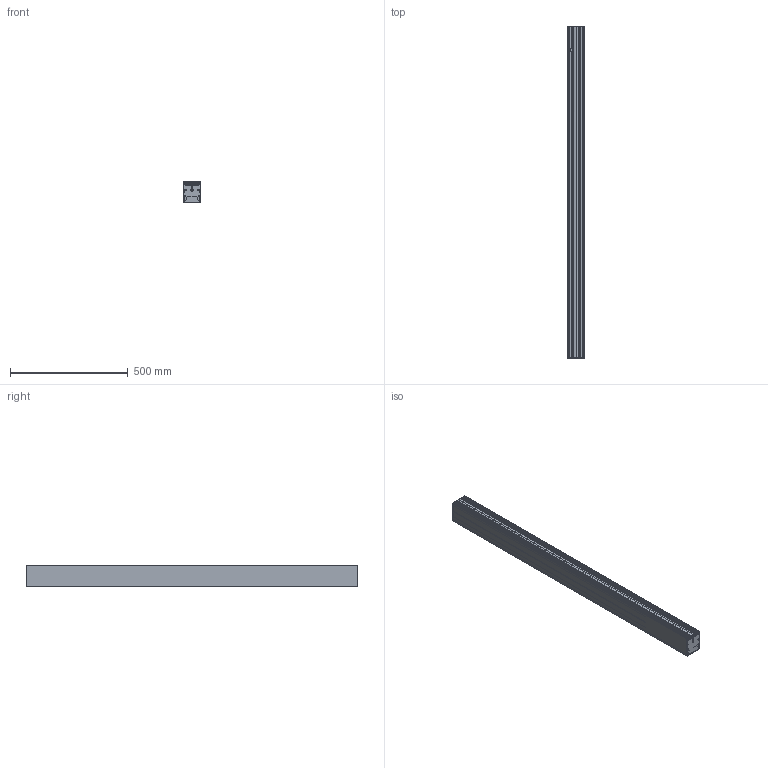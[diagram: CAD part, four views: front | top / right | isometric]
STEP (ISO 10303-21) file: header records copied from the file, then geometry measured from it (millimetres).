
FILE_DESCRIPTION(/* description */ ('This is a sample STEP configuration'),/* implementation_level */ '2;1');
FILE_NAME(/* name */ '728-201052xxxxxx SIMPLE.ipt_Rev_00.1.stp',/* time_stamp */ '2023-03-31T10:15:39+02:00',/* author */ ('powerJobs'),/* organization */ ('coolOrange'),/* preprocessor_version */ 'ST-DEVELOPER v19.2',/* originating_system */ 'Autodesk Inventor 2023',/* authorisation */ '');
FILE_SCHEMA (('AUTOMOTIVE_DESIGN { 1 0 10303 214 3 1 1 }'));
Products named in the file (1): ENG000025640
Bounding box: 76.2 x 1411 x 91.92 mm (x, y, z)
Volume: 1428557.4 mm3; surface area: 1444740 mm2
Topology: 1 solids, 1 shells, 1830 faces, 4671 edges, 2842 vertices
Faces by surface type: cylinder 803, plane 589, bspline 254, torus 88, sphere 72, cone 24
Full cylindrical faces by diameter (mm): 5.2 x2, 8.667 x2, 10 x2, 12 x1, 19 x1
Entity records: 62330 total; most frequent: CARTESIAN_POINT 18094, DIRECTION 9455, ORIENTED_EDGE 9310, EDGE_CURVE 4655, AXIS2_PLACEMENT_3D 3561, VERTEX_POINT 2842, LINE 2333, VECTOR 2333
